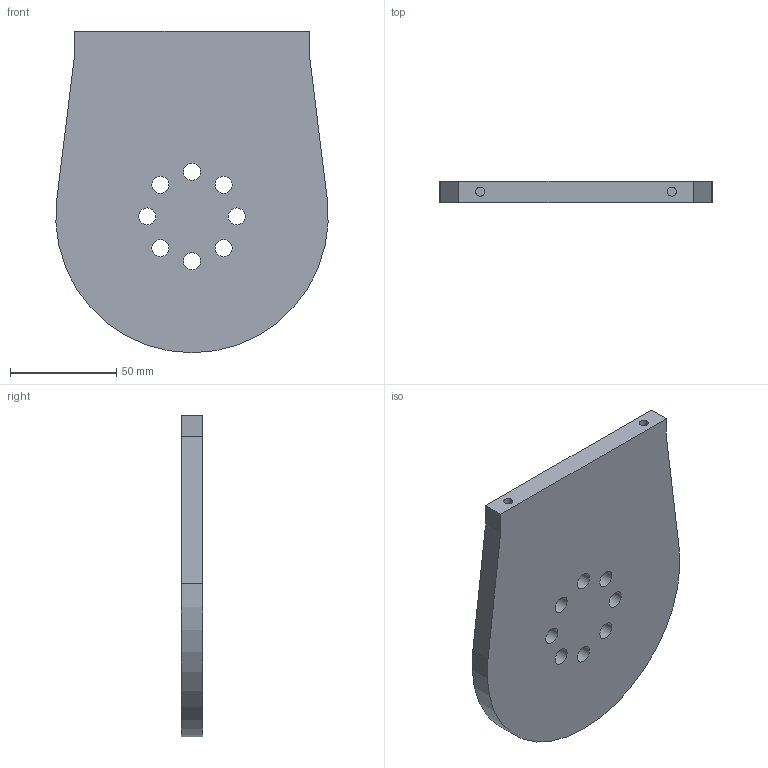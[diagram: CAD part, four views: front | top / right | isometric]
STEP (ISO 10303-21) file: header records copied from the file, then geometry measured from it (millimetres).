
FILE_DESCRIPTION(/* description */ (''),/* implementation_level */ '2;1');
FILE_NAME(/* name */ 'J3RA1.step',/* time_stamp */ '2023-01-11T22:58:10-05:00',/* author */ (''),/* organization */ (''),/* preprocessor_version */ 'ST-DEVELOPER v19.2',/* originating_system */ 'Autodesk Translation Framework v11.17.0.187',/* authorisation */ '');
FILE_SCHEMA (('AUTOMOTIVE_DESIGN { 1 0 10303 214 3 1 1 }'));
Length unit declared in the file: millimetre
Products named in the file (1): Joints 3_Right Arm 1
Bounding box: 127.86 x 10 x 151 mm (x, y, z)
Volume: 163073.1 mm3; surface area: 39744.7 mm2
Topology: 1 solids, 1 shells, 21 faces, 51 edges, 34 vertices
Faces by surface type: cylinder 11, plane 10
Full cylindrical faces by diameter (mm): 4.234 x2, 8 x8
Entity records: 692 total; most frequent: DIRECTION 117, CARTESIAN_POINT 107, ORIENTED_EDGE 102, EDGE_CURVE 51, AXIS2_PLACEMENT_3D 44, EDGE_LOOP 39, VERTEX_POINT 34, LINE 29
